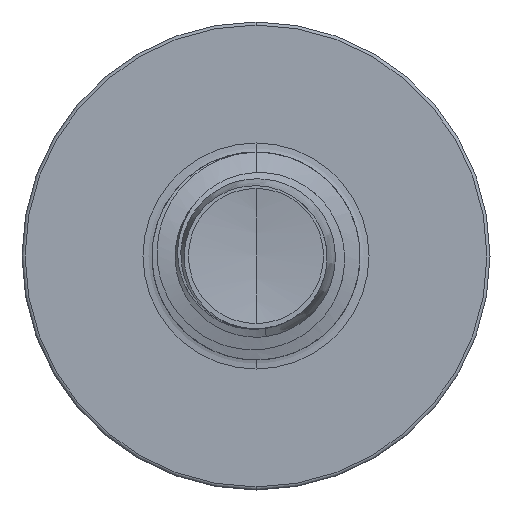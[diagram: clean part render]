
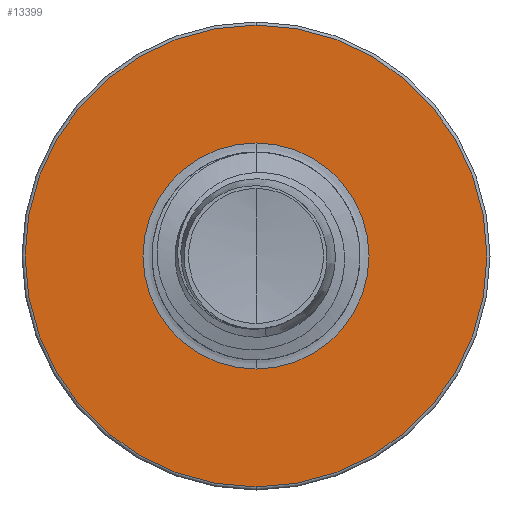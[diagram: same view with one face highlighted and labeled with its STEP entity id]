
A CAD part, front view. The second image highlights one B-rep face of the part: STEP entity #13399.
In plain terms, the highlighted planar face has unit normal (0, -1, 0).
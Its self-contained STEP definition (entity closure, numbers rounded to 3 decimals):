
#445 = AXIS2_PLACEMENT_3D ( 'NONE', #6410, #6349, #6342 ) ;
#733 = DIRECTION ( 'NONE',  ( 0., 0., 1. ) ) ;
#774 = DIRECTION ( 'NONE',  ( 0., 1., 0. ) ) ;
#802 = CARTESIAN_POINT ( 'NONE',  ( 0., 5., 0. ) ) ;
#1054 = AXIS2_PLACEMENT_3D ( 'NONE', #7187, #7163, #7144 ) ;
#1636 = ORIENTED_EDGE ( 'NONE', *, *, #12482, .T. ) ;
#2489 = AXIS2_PLACEMENT_3D ( 'NONE', #802, #774, #733 ) ;
#2870 = FACE_OUTER_BOUND ( 'NONE', #14712, .T. ) ;
#2968 = VERTEX_POINT ( 'NONE', #7828 ) ;
#3532 = VERTEX_POINT ( 'NONE', #12411 ) ;
#3913 = ORIENTED_EDGE ( 'NONE', *, *, #13277, .T. ) ;
#4658 = EDGE_CURVE ( 'NONE', #14169, #14861, #14459, .T. ) ;
#6342 = DIRECTION ( 'NONE',  ( 0., 0., 1. ) ) ;
#6349 = DIRECTION ( 'NONE',  ( 0., 1., 0. ) ) ;
#6410 = CARTESIAN_POINT ( 'NONE',  ( 0., 5., -2.174 ) ) ;
#6494 = PLANE ( 'NONE',  #445 ) ;
#6740 = EDGE_LOOP ( 'NONE', ( #3913, #1636 ) ) ;
#6971 = DIRECTION ( 'NONE',  ( 0., 0., 1. ) ) ;
#6992 = DIRECTION ( 'NONE',  ( 0., 1., 0. ) ) ;
#7032 = CARTESIAN_POINT ( 'NONE',  ( 0., 5., 0. ) ) ;
#7138 = CARTESIAN_POINT ( 'NONE',  ( 0., 5., 4.44 ) ) ;
#7144 = DIRECTION ( 'NONE',  ( 0., 0., 1. ) ) ;
#7163 = DIRECTION ( 'NONE',  ( 0., 1., 0. ) ) ;
#7187 = CARTESIAN_POINT ( 'NONE',  ( 0., 5., 0. ) ) ;
#7699 = ORIENTED_EDGE ( 'NONE', *, *, #13305, .F. ) ;
#7719 = AXIS2_PLACEMENT_3D ( 'NONE', #7032, #6992, #6971 ) ;
#7828 = CARTESIAN_POINT ( 'NONE',  ( 0., 5., 2.174 ) ) ;
#9792 = FACE_BOUND ( 'NONE', #6740, .T. ) ;
#10671 = ORIENTED_EDGE ( 'NONE', *, *, #4658, .F. ) ;
#11005 = CARTESIAN_POINT ( 'NONE',  ( 0., 5., -4.44 ) ) ;
#12411 = CARTESIAN_POINT ( 'NONE',  ( 0., 5., -2.174 ) ) ;
#12482 = EDGE_CURVE ( 'NONE', #3532, #2968, #12785, .T. ) ;
#12785 = CIRCLE ( 'NONE', #2489, 2.174 ) ;
#13016 = CIRCLE ( 'NONE', #1054, 2.174 ) ;
#13035 = DIRECTION ( 'NONE',  ( 0., 0., 1. ) ) ;
#13043 = DIRECTION ( 'NONE',  ( 0., 1., 0. ) ) ;
#13063 = CARTESIAN_POINT ( 'NONE',  ( 0., 5., 0. ) ) ;
#13109 = CIRCLE ( 'NONE', #7719, 4.44 ) ;
#13277 = EDGE_CURVE ( 'NONE', #2968, #3532, #13016, .T. ) ;
#13305 = EDGE_CURVE ( 'NONE', #14861, #14169, #13109, .T. ) ;
#13328 = AXIS2_PLACEMENT_3D ( 'NONE', #13063, #13043, #13035 ) ;
#13399 = ADVANCED_FACE ( 'NONE', ( #2870, #9792 ), #6494, .F. ) ;
#14169 = VERTEX_POINT ( 'NONE', #7138 ) ;
#14459 = CIRCLE ( 'NONE', #13328, 4.44 ) ;
#14712 = EDGE_LOOP ( 'NONE', ( #10671, #7699 ) ) ;
#14861 = VERTEX_POINT ( 'NONE', #11005 ) ;
